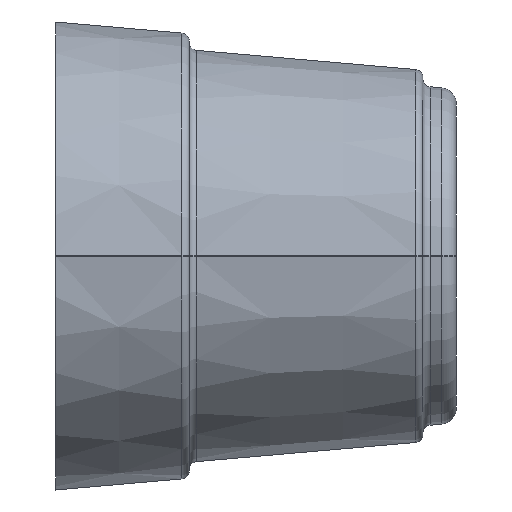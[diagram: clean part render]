
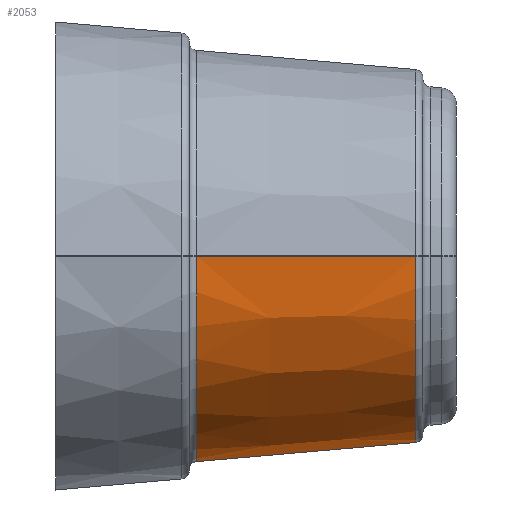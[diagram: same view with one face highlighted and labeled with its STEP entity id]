
A CAD part, left-side view. The second image highlights one B-rep face of the part: STEP entity #2053.
In plain terms, the highlighted conical face has half-angle 5 degrees and reference radius 17.651 mm.
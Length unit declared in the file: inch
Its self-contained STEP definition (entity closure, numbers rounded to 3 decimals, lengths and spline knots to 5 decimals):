
#8 = AXIS2_PLACEMENT_3D ( 'NONE', #641, #602, #55 ) ;
#55 = DIRECTION ( 'NONE',  ( 0., 0., 1. ) ) ;
#89 = VERTEX_POINT ( 'NONE', #1448 ) ;
#431 = ORIENTED_EDGE ( 'NONE', *, *, #954, .F. ) ;
#602 = DIRECTION ( 'NONE',  ( 0., -1., 0. ) ) ;
#625 = CARTESIAN_POINT ( 'NONE',  ( 0.624, 0.125, -0.69594 ) ) ;
#641 = CARTESIAN_POINT ( 'NONE',  ( 0.624, 0.97261, -0.001 ) ) ;
#816 = CONICAL_SURFACE ( 'NONE', #1181, 0.69494, 0.087 ) ;
#882 = ORIENTED_EDGE ( 'NONE', *, *, #3094, .T. ) ;
#908 = FACE_OUTER_BOUND ( 'NONE', #3406, .T. ) ;
#954 = EDGE_CURVE ( 'NONE', #3752, #89, #3641, .T. ) ;
#960 = DIRECTION ( 'NONE',  ( 0., -0.996, 0.087 ) ) ;
#1171 = EDGE_CURVE ( 'NONE', #1627, #89, #3286, .T. ) ;
#1181 = AXIS2_PLACEMENT_3D ( 'NONE', #2348, #2668, #2625 ) ;
#1306 = CIRCLE ( 'NONE', #8, 0.76909 ) ;
#1319 = VERTEX_POINT ( 'NONE', #1396 ) ;
#1396 = CARTESIAN_POINT ( 'NONE',  ( 0.624, 0.97261, -0.77009 ) ) ;
#1448 = CARTESIAN_POINT ( 'NONE',  ( -0.07333, 0.15239, -0.001 ) ) ;
#1560 = AXIS2_PLACEMENT_3D ( 'NONE', #3508, #2529, #1885 ) ;
#1627 = VERTEX_POINT ( 'NONE', #2917 ) ;
#1792 = EDGE_CURVE ( 'NONE', #3752, #1319, #1306, .T. ) ;
#1885 = DIRECTION ( 'NONE',  ( 0., 0., -1. ) ) ;
#2053 = ADVANCED_FACE ( 'NONE', ( #908 ), #816, .T. ) ;
#2118 = LINE ( 'NONE', #625, #2702 ) ;
#2125 = VECTOR ( 'NONE', #3372, 39.37008 ) ;
#2199 = ORIENTED_EDGE ( 'NONE', *, *, #1171, .T. ) ;
#2348 = CARTESIAN_POINT ( 'NONE',  ( 0.624, 0.125, -0.001 ) ) ;
#2396 = ORIENTED_EDGE ( 'NONE', *, *, #1792, .T. ) ;
#2484 = CARTESIAN_POINT ( 'NONE',  ( -0.07094, 0.125, -0.001 ) ) ;
#2529 = DIRECTION ( 'NONE',  ( 0., 1., 0. ) ) ;
#2625 = DIRECTION ( 'NONE',  ( 0., 0., 1. ) ) ;
#2632 = CARTESIAN_POINT ( 'NONE',  ( -0.14509, 0.97261, -0.001 ) ) ;
#2668 = DIRECTION ( 'NONE',  ( 0., 1., 0. ) ) ;
#2702 = VECTOR ( 'NONE', #960, 39.37008 ) ;
#2917 = CARTESIAN_POINT ( 'NONE',  ( 0.624, 0.15239, -0.69833 ) ) ;
#3094 = EDGE_CURVE ( 'NONE', #1319, #1627, #2118, .T. ) ;
#3286 = CIRCLE ( 'NONE', #1560, 0.69733 ) ;
#3372 = DIRECTION ( 'NONE',  ( 0.087, -0.996, 0. ) ) ;
#3406 = EDGE_LOOP ( 'NONE', ( #431, #2396, #882, #2199 ) ) ;
#3508 = CARTESIAN_POINT ( 'NONE',  ( 0.624, 0.15239, -0.001 ) ) ;
#3641 = LINE ( 'NONE', #2484, #2125 ) ;
#3752 = VERTEX_POINT ( 'NONE', #2632 ) ;
